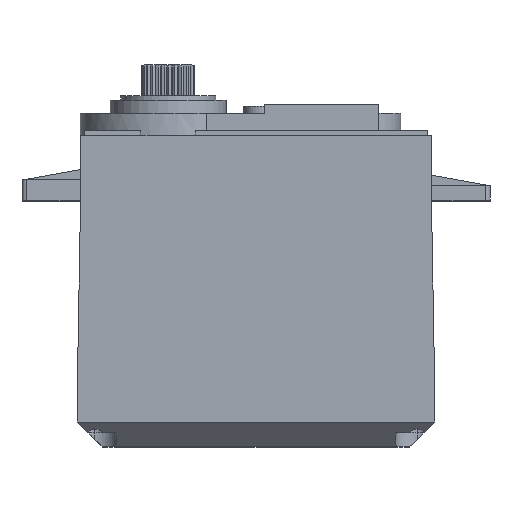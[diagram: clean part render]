
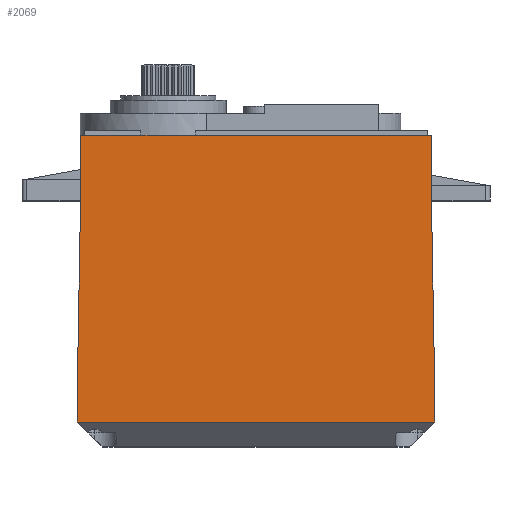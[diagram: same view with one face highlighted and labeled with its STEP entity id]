
A CAD part, top view. The second image highlights one B-rep face of the part: STEP entity #2069.
In plain terms, the highlighted planar face has unit normal (0, 0, 1).
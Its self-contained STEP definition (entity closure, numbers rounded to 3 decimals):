
#35 = CARTESIAN_POINT ( 'NONE',  ( 40.698, 6.994, 10. ) ) ;
#439 = DIRECTION ( 'NONE',  ( -1., 0., 0. ) ) ;
#716 = CARTESIAN_POINT ( 'NONE',  ( 0., 0., 10. ) ) ;
#796 = LINE ( 'NONE', #11561, #9689 ) ;
#816 = CARTESIAN_POINT ( 'NONE',  ( 40.349, 26.994, 10. ) ) ;
#916 = DIRECTION ( 'NONE',  ( 0., 1., 0. ) ) ;
#931 = VERTEX_POINT ( 'NONE', #6340 ) ;
#961 = LINE ( 'NONE', #11844, #2175 ) ;
#1122 = VERTEX_POINT ( 'NONE', #3905 ) ;
#1232 = LINE ( 'NONE', #12118, #5180 ) ;
#1502 = EDGE_CURVE ( 'NONE', #7420, #10330, #8413, .T. ) ;
#1595 = VECTOR ( 'NONE', #439, 1000. ) ;
#1641 = CARTESIAN_POINT ( 'NONE',  ( 40.349, 35.494, 10. ) ) ;
#1798 = FACE_OUTER_BOUND ( 'NONE', #7030, .T. ) ;
#1811 = LINE ( 'NONE', #9629, #10955 ) ;
#2069 = ADVANCED_FACE ( 'NONE', ( #1798 ), #2697, .T. ) ;
#2175 = VECTOR ( 'NONE', #8783, 1000. ) ;
#2211 = ORIENTED_EDGE ( 'NONE', *, *, #11543, .F. ) ;
#2369 = CARTESIAN_POINT ( 'NONE',  ( 0., 35.494, 10. ) ) ;
#2388 = DIRECTION ( 'NONE',  ( 0., 1., 0. ) ) ;
#2582 = DIRECTION ( 'NONE',  ( -1., 0., 0. ) ) ;
#2610 = VERTEX_POINT ( 'NONE', #1641 ) ;
#2660 = CARTESIAN_POINT ( 'NONE',  ( 0.349, 35.494, 10. ) ) ;
#2697 = PLANE ( 'NONE',  #11350 ) ;
#3221 = CARTESIAN_POINT ( 'NONE',  ( 0., 6.994, 10. ) ) ;
#3359 = ORIENTED_EDGE ( 'NONE', *, *, #5446, .T. ) ;
#3668 = DIRECTION ( 'NONE',  ( 0., 0., 1. ) ) ;
#3795 = EDGE_CURVE ( 'NONE', #12427, #7420, #1232, .T. ) ;
#3803 = VECTOR ( 'NONE', #6307, 1000. ) ;
#3905 = CARTESIAN_POINT ( 'NONE',  ( 10.349, 35.494, 10. ) ) ;
#4103 = CARTESIAN_POINT ( 'NONE',  ( 0.349, 26.994, 10. ) ) ;
#4107 = EDGE_CURVE ( 'NONE', #2610, #1122, #5577, .T. ) ;
#4741 = ORIENTED_EDGE ( 'NONE', *, *, #1502, .F. ) ;
#4757 = DIRECTION ( 'NONE',  ( 0., 1., 0. ) ) ;
#4958 = LINE ( 'NONE', #12194, #3803 ) ;
#5180 = VECTOR ( 'NONE', #2388, 1000. ) ;
#5244 = VERTEX_POINT ( 'NONE', #2660 ) ;
#5446 = EDGE_CURVE ( 'NONE', #12548, #2610, #1811, .T. ) ;
#5577 = LINE ( 'NONE', #11357, #8277 ) ;
#6307 = DIRECTION ( 'NONE',  ( 0., 1., 0. ) ) ;
#6340 = CARTESIAN_POINT ( 'NONE',  ( 40.698, 2.82, 10. ) ) ;
#6391 = ORIENTED_EDGE ( 'NONE', *, *, #6473, .T. ) ;
#6430 = ORIENTED_EDGE ( 'NONE', *, *, #6988, .T. ) ;
#6473 = EDGE_CURVE ( 'NONE', #1122, #5244, #9228, .T. ) ;
#6719 = LINE ( 'NONE', #10627, #11195 ) ;
#6988 = EDGE_CURVE ( 'NONE', #931, #10574, #4958, .T. ) ;
#7030 = EDGE_LOOP ( 'NONE', ( #7292, #7988, #6430, #8365, #3359, #9074, #6391, #2211, #4741 ) ) ;
#7292 = ORIENTED_EDGE ( 'NONE', *, *, #3795, .F. ) ;
#7420 = VERTEX_POINT ( 'NONE', #3221 ) ;
#7443 = DIRECTION ( 'NONE',  ( 1., 0., 0. ) ) ;
#7856 = EDGE_CURVE ( 'NONE', #10574, #12548, #6719, .T. ) ;
#7988 = ORIENTED_EDGE ( 'NONE', *, *, #9469, .T. ) ;
#8277 = VECTOR ( 'NONE', #2582, 1000. ) ;
#8365 = ORIENTED_EDGE ( 'NONE', *, *, #7856, .T. ) ;
#8413 = LINE ( 'NONE', #12302, #8795 ) ;
#8592 = DIRECTION ( 'NONE',  ( 0.017, 1., 0. ) ) ;
#8783 = DIRECTION ( 'NONE',  ( 1., 0., 0. ) ) ;
#8795 = VECTOR ( 'NONE', #8592, 1000. ) ;
#9074 = ORIENTED_EDGE ( 'NONE', *, *, #4107, .T. ) ;
#9228 = LINE ( 'NONE', #2369, #1595 ) ;
#9469 = EDGE_CURVE ( 'NONE', #12427, #931, #961, .T. ) ;
#9629 = CARTESIAN_POINT ( 'NONE',  ( 40.349, 0., 10. ) ) ;
#9689 = VECTOR ( 'NONE', #916, 1000. ) ;
#10330 = VERTEX_POINT ( 'NONE', #4103 ) ;
#10390 = CARTESIAN_POINT ( 'NONE',  ( 0., 2.82, 10. ) ) ;
#10574 = VERTEX_POINT ( 'NONE', #35 ) ;
#10627 = CARTESIAN_POINT ( 'NONE',  ( 40.808, 0.712, 10. ) ) ;
#10955 = VECTOR ( 'NONE', #4757, 1000. ) ;
#11195 = VECTOR ( 'NONE', #12604, 1000. ) ;
#11350 = AXIS2_PLACEMENT_3D ( 'NONE', #716, #3668, #7443 ) ;
#11357 = CARTESIAN_POINT ( 'NONE',  ( 0., 35.494, 10. ) ) ;
#11543 = EDGE_CURVE ( 'NONE', #10330, #5244, #796, .T. ) ;
#11561 = CARTESIAN_POINT ( 'NONE',  ( 0.349, 0., 10. ) ) ;
#11844 = CARTESIAN_POINT ( 'NONE',  ( 40.698, 2.82, 10. ) ) ;
#12118 = CARTESIAN_POINT ( 'NONE',  ( 0., 0., 10. ) ) ;
#12194 = CARTESIAN_POINT ( 'NONE',  ( 40.698, 0., 10. ) ) ;
#12302 = CARTESIAN_POINT ( 'NONE',  ( -0.122, 0.002, 10. ) ) ;
#12427 = VERTEX_POINT ( 'NONE', #10390 ) ;
#12548 = VERTEX_POINT ( 'NONE', #816 ) ;
#12604 = DIRECTION ( 'NONE',  ( -0.017, 1., 0. ) ) ;
